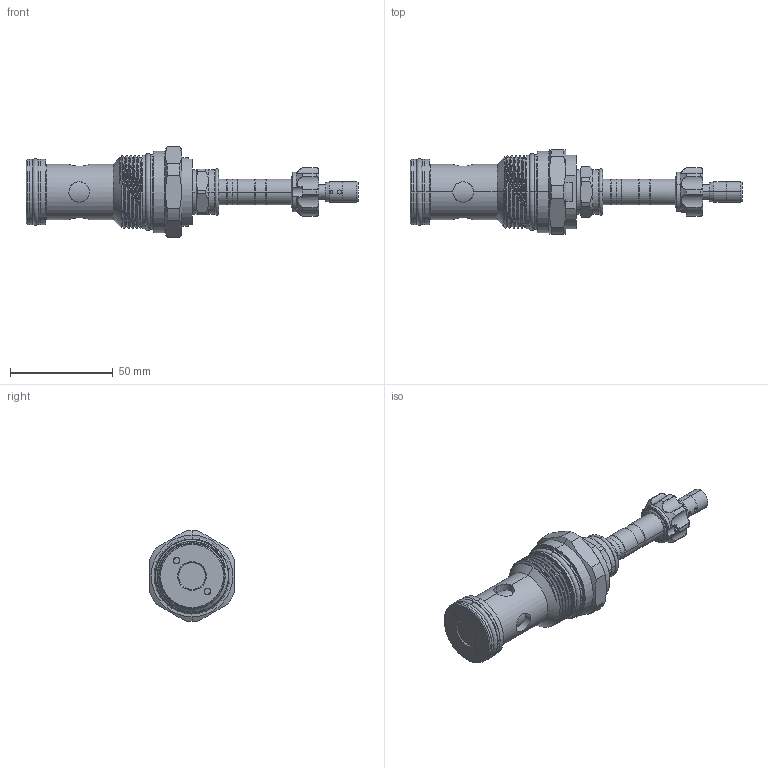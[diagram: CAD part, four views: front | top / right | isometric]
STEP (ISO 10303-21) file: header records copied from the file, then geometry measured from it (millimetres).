
FILE_DESCRIPTION (( 'STEP AP203' ), '1' );
FILE_NAME ('EP16A2A02T95.STEP', '2024-06-20T03:53:17', ( '' ), ( '' ), 'SwSTEP 2.0', 'SolidWorks 2018', '' );
FILE_SCHEMA (( 'CONFIG_CONTROL_DESIGN' ));
Length unit declared in the file: millimetre
Products named in the file (1): EP16A2A02T95
Bounding box: 161.8 x 41.2 x 44.3 mm (x, y, z)
Volume: 82043.8 mm3; surface area: 18579.7 mm2
Topology: 1 solids, 3 shells, 374 faces, 891 edges, 551 vertices
Faces by surface type: cylinder 183, cone 57, plane 55, torus 41, bspline 38
Entity records: 17841 total; most frequent: CARTESIAN_POINT 9458, ORIENTED_EDGE 1770, DIRECTION 1716, EDGE_CURVE 885, AXIS2_PLACEMENT_3D 728, VERTEX_POINT 551, EDGE_LOOP 410, CIRCLE 391
